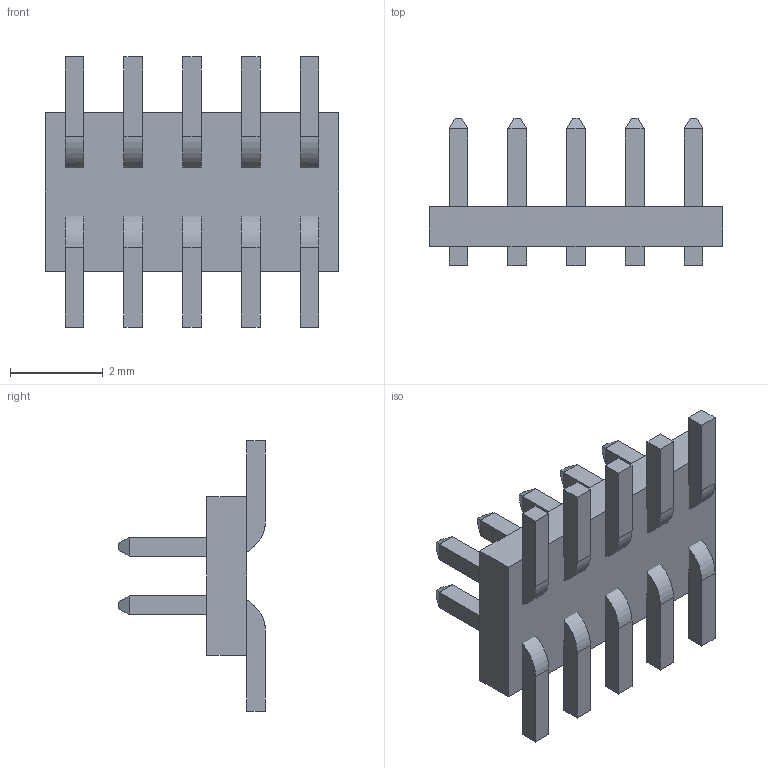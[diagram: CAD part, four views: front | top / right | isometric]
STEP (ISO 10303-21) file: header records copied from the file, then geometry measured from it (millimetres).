
FILE_DESCRIPTION( ( 'STEP AP214' ), '1' );
FILE_NAME( 'FTS-105-02-L-DV.stp', '2021-12-04T12:08:36', ( 'License CC BY-ND 4.0' ), ( 'CADENAS' ), ' ', 'PARTsolutions', ' ' );
FILE_SCHEMA( ( 'AUTOMOTIVE_DESIGN { 1 0 10303 214 1 1 1 1 }' ) );
Length unit declared in the file: inch
Products named in the file (4): FTS-105-02-L-DV; _FTS-105-02-L-DV_body; _FTS-105-02-L-DV_pins1; _FTS-105-02-L-DV_pins2
Assembly tree (3 placements, depth 2):
  FTS-105-02-L-DV
    _FTS-105-02-L-DV_body
    _FTS-105-02-L-DV_pins1
    _FTS-105-02-L-DV_pins2
Bounding box: 6.35 x 3.17 x 5.84 mm (x, y, z)
Volume: 31.9 mm3; surface area: 181.8 mm2
Topology: 3 solids, 3 shells, 152 faces, 398 edges, 252 vertices
Faces by surface type: plane 148, cylinder 4
Entity records: 5848 total; most frequent: CARTESIAN_POINT 806, ORIENTED_EDGE 796, DIRECTION 750, EDGE_CURVE 398, LINE 358, VECTOR 358, VERTEX_POINT 252, AXIS2_PLACEMENT_3D 196
